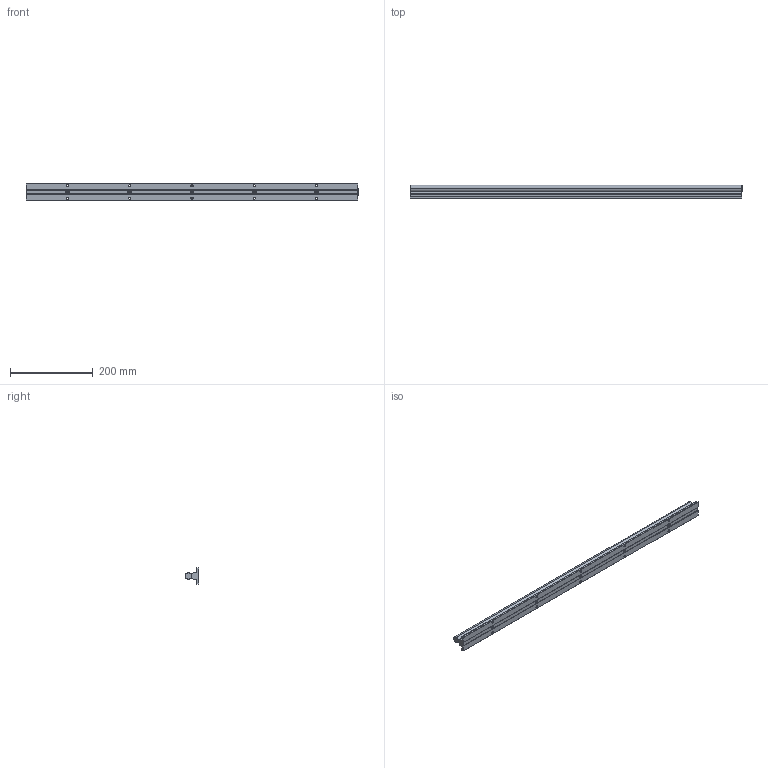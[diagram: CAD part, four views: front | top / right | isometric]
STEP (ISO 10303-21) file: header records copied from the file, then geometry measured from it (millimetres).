
FILE_DESCRIPTION (( 'STEP AP214' ), '1' );
FILE_NAME ('SBR16 800L N=100.STEP', '2018-01-02T14:48:18', ( '砐錪賧瘔蠈錪 Windows' ), ( '' ), 'SwSTEP 2.0', 'SolidWorks 2016', '' );
FILE_SCHEMA (( 'AUTOMOTIVE_DESIGN' ));
Length unit declared in the file: millimetre
Products named in the file (1): SBR16 800L N=100
Bounding box: 800 x 33 x 40 mm (x, y, z)
Volume: 473415 mm3; surface area: 134049.7 mm2
Topology: 7 solids, 7 shells, 309 faces, 806 edges, 501 vertices
Faces by surface type: cylinder 150, plane 115, cone 24, torus 20
Entity records: 11430 total; most frequent: CARTESIAN_POINT 2397, ORIENTED_EDGE 1592, DIRECTION 1530, EDGE_CURVE 796, AXIS2_PLACEMENT_3D 574, VERTEX_POINT 501, VECTOR 382, LINE 382
